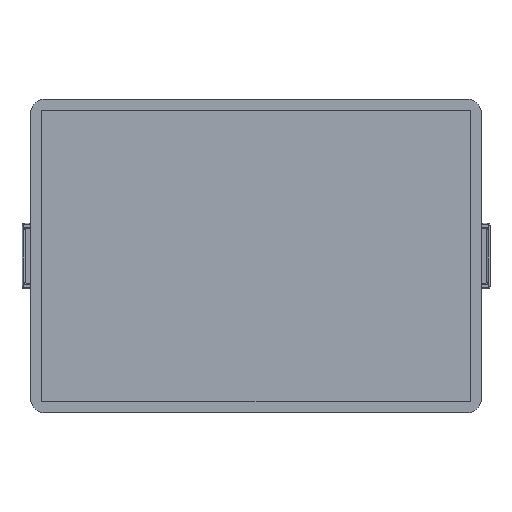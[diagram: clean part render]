
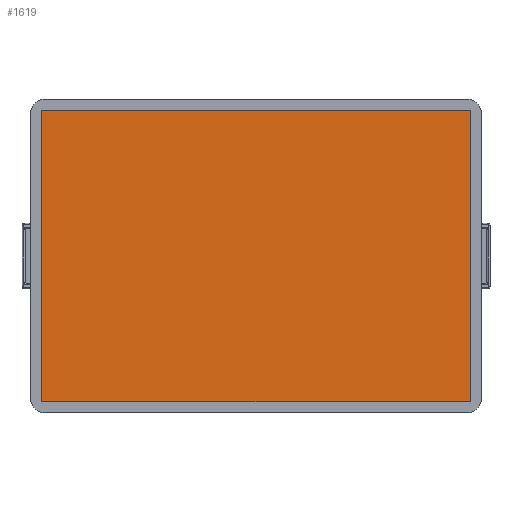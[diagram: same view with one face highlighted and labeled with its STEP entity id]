
A CAD part, top view. The second image highlights one B-rep face of the part: STEP entity #1619.
In plain terms, the highlighted planar face has unit normal (0, 0, 1).
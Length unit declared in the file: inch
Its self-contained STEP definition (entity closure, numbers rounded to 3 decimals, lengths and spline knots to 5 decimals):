
#32=PLANE('',#1821);
#143=LINE('',#2867,#269);
#147=LINE('',#2880,#273);
#148=LINE('',#2882,#274);
#149=LINE('',#2884,#275);
#150=LINE('',#2886,#276);
#151=LINE('',#2888,#277);
#152=LINE('',#2890,#278);
#153=LINE('',#2891,#279);
#269=VECTOR('',#2259,0.3937);
#273=VECTOR('',#2275,0.3937);
#274=VECTOR('',#2276,0.3937);
#275=VECTOR('',#2277,0.3937);
#276=VECTOR('',#2278,0.3937);
#277=VECTOR('',#2279,0.3937);
#278=VECTOR('',#2280,0.3937);
#279=VECTOR('',#2281,0.3937);
#419=FACE_OUTER_BOUND('',#515,.T.);
#515=EDGE_LOOP('',(#1399,#1400,#1401,#1402,#1403,#1404,#1405,#1406));
#782=VERTEX_POINT('',#2859);
#784=VERTEX_POINT('',#2865);
#787=VERTEX_POINT('',#2879);
#788=VERTEX_POINT('',#2881);
#789=VERTEX_POINT('',#2883);
#790=VERTEX_POINT('',#2885);
#791=VERTEX_POINT('',#2887);
#792=VERTEX_POINT('',#2889);
#1000=EDGE_CURVE('',#784,#782,#143,.T.);
#1007=EDGE_CURVE('',#787,#784,#147,.T.);
#1008=EDGE_CURVE('',#787,#788,#148,.T.);
#1009=EDGE_CURVE('',#788,#789,#149,.T.);
#1010=EDGE_CURVE('',#789,#790,#150,.T.);
#1011=EDGE_CURVE('',#790,#791,#151,.T.);
#1012=EDGE_CURVE('',#791,#792,#152,.T.);
#1013=EDGE_CURVE('',#782,#792,#153,.T.);
#1399=ORIENTED_EDGE('',*,*,#1000,.F.);
#1400=ORIENTED_EDGE('',*,*,#1007,.F.);
#1401=ORIENTED_EDGE('',*,*,#1008,.T.);
#1402=ORIENTED_EDGE('',*,*,#1009,.T.);
#1403=ORIENTED_EDGE('',*,*,#1010,.T.);
#1404=ORIENTED_EDGE('',*,*,#1011,.T.);
#1405=ORIENTED_EDGE('',*,*,#1012,.T.);
#1406=ORIENTED_EDGE('',*,*,#1013,.F.);
#1619=ADVANCED_FACE('',(#419),#32,.T.);
#1821=AXIS2_PLACEMENT_3D('',#2878,#2273,#2274);
#2259=DIRECTION('',(1.,0.,0.));
#2273=DIRECTION('center_axis',(0.,0.,1.));
#2274=DIRECTION('ref_axis',(1.,0.,0.));
#2275=DIRECTION('',(0.,1.,0.));
#2276=DIRECTION('',(-1.,0.,0.));
#2277=DIRECTION('',(0.,-1.,0.));
#2278=DIRECTION('',(1.,0.,0.));
#2279=DIRECTION('',(0.,1.,0.));
#2280=DIRECTION('',(-1.,0.,0.));
#2281=DIRECTION('',(0.,-1.,0.));
#2859=CARTESIAN_POINT('',(-4.32421,1.23892,-2.89607));
#2865=CARTESIAN_POINT('',(-4.85571,1.23892,-2.89607));
#2867=CARTESIAN_POINT('',(-2.26634,1.23892,-2.89607));
#2878=CARTESIAN_POINT('Origin',(-3.30059,-0.17998,-2.89607));
#2879=CARTESIAN_POINT('',(-4.85571,1.1586,-2.89607));
#2880=CARTESIAN_POINT('',(-4.85571,0.53931,-2.89607));
#2881=CARTESIAN_POINT('',(-5.2691,1.1586,-2.89607));
#2882=CARTESIAN_POINT('',(-1.33209,1.1586,-2.89607));
#2883=CARTESIAN_POINT('',(-5.2691,-1.51856,-2.89607));
#2884=CARTESIAN_POINT('',(-5.2691,1.1586,-2.89607));
#2885=CARTESIAN_POINT('',(-1.33209,-1.51856,-2.89607));
#2886=CARTESIAN_POINT('',(-5.2691,-1.51856,-2.89607));
#2887=CARTESIAN_POINT('',(-1.33209,1.1586,-2.89607));
#2888=CARTESIAN_POINT('',(-1.33209,-1.51856,-2.89607));
#2889=CARTESIAN_POINT('',(-4.32421,1.1586,-2.89607));
#2890=CARTESIAN_POINT('',(-1.33209,1.1586,-2.89607));
#2891=CARTESIAN_POINT('',(-4.32421,0.48931,-2.89607));
